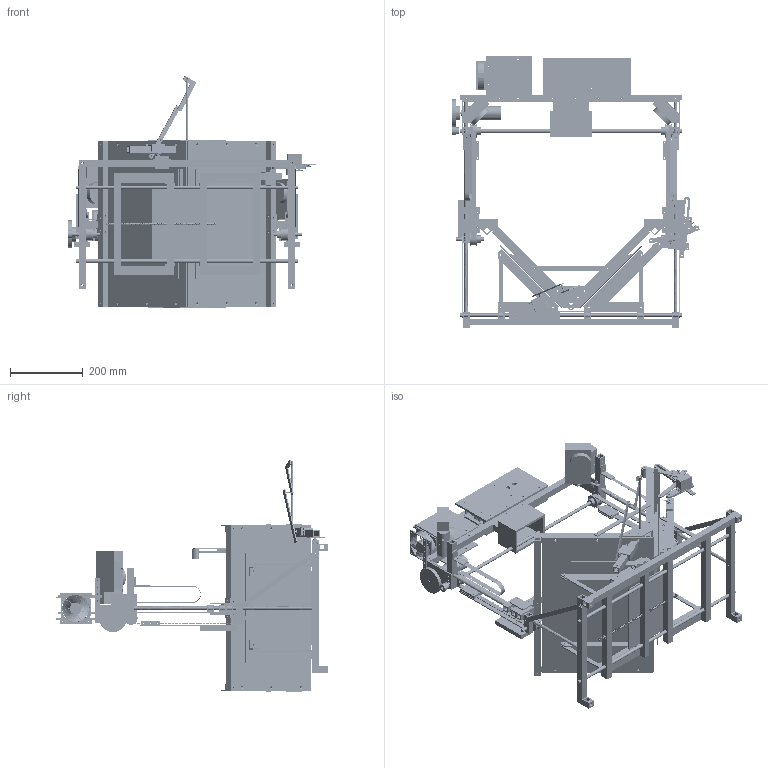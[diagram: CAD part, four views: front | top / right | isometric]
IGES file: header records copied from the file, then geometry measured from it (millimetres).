
Start section: SolidWorks IGES file using analytic representation for surfaces
Global section: file name: bookbot.IGS; native system: SolidWorks 2011; preprocessor: SolidWorks 2011; author: Anton; date: 120715.205046; units: inch
Bounding box: 682.71 x 749.3 x 640.59 mm (x, y, z)
Surface area: 3163809.1 mm2 (no closed solid volume)
Topology: 0 solids, 0 shells, 7664 faces, 120977 edges, 120946 vertices
Faces by surface type: bspline 4007, revolution 3657
